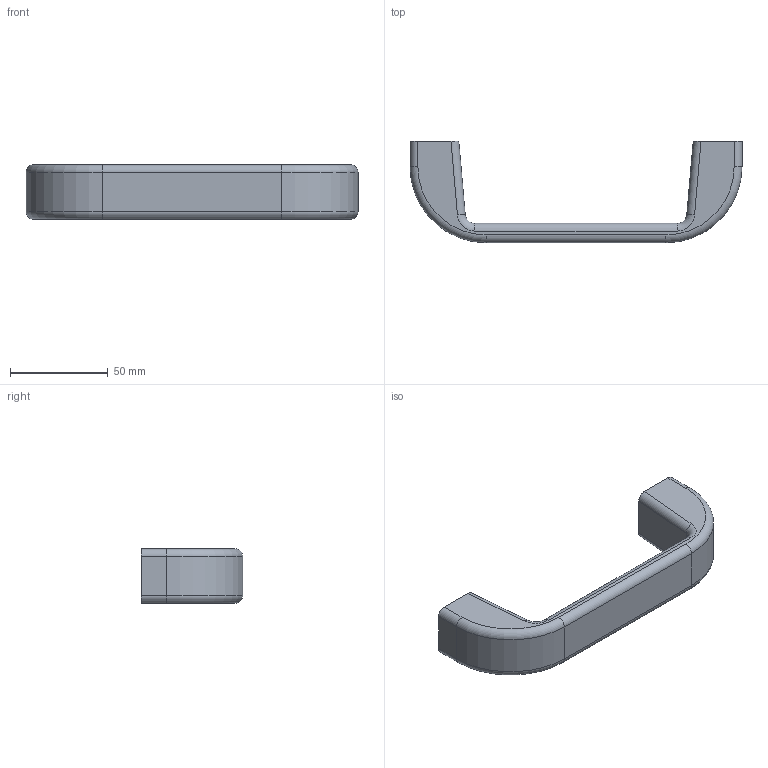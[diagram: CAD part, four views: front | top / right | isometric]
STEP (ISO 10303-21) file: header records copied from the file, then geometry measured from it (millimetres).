
FILE_DESCRIPTION(/* description */ (''),/* implementation_level */ '2;1');
FILE_NAME(/* name */ '140010',/* time_stamp */ '2014-10-06T13:25:43+02:00',/* author */ (''),/* organization */ (''),/* preprocessor_version */ 'ST-DEVELOPER v14',/* originating_system */ 'HiCAD 2013 1802.4 Build 509',/* authorisation */ '');
FILE_SCHEMA (('AUTOMOTIVE_DESIGN { 1 0 10303 214 1 1 1 1 }'));
Length unit declared in the file: millimetre
Products named in the file (2): Root; 140010Beugelgreep, L = 150BOIKON0
Assembly tree (1 placements, depth 2):
  Root
    140010Beugelgreep, L = 150BOIKON0
Bounding box: 170 x 52 x 28 mm (x, y, z)
Volume: 89247.6 mm3; surface area: 18936.9 mm2
Topology: 1 solids, 1 shells, 38 faces, 92 edges, 57 vertices
Faces by surface type: cylinder 18, plane 10, torus 8, cone 2
Full cylindrical faces by diameter (mm): 6.2 x2
Entity records: 1942 total; most frequent: DIRECTION 208, CARTESIAN_POINT 179, PRESENTATION_STYLE_ASSIGNMENT 169, COLOUR_RGB 169, DRAUGHTING_PRE_DEFINED_CURVE_FONT 168, CURVE_STYLE 168, OVER_RIDING_STYLED_ITEM 168, ORIENTED_EDGE 168
